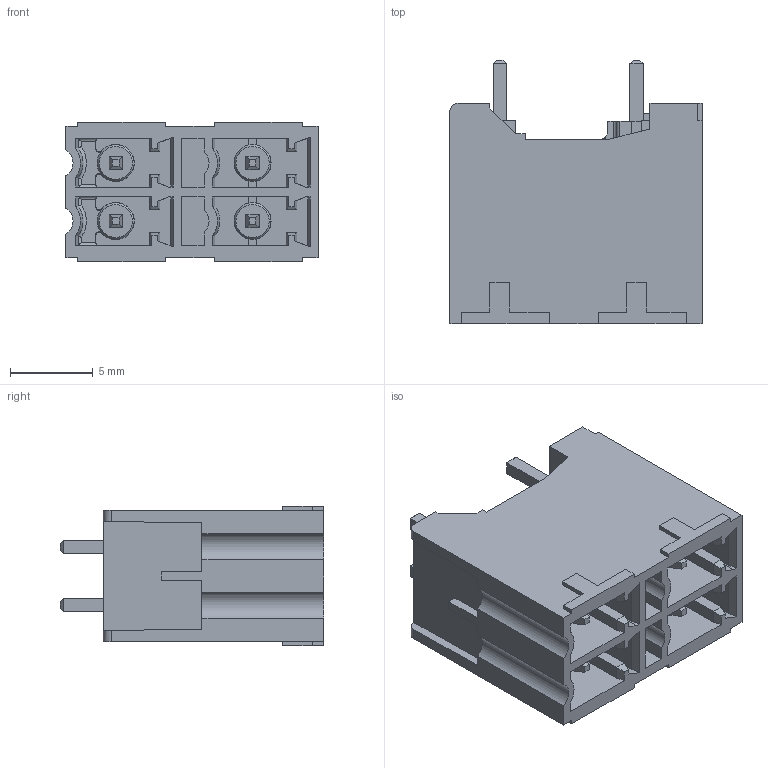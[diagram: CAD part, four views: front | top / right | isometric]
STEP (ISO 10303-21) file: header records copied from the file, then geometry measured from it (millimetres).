
FILE_DESCRIPTION((''),'2;1');
FILE_NAME('1','2024-09-10T13:59:03',('sheji109'),(''),'CREO PARAMETRIC BY PTC INC, 2018100','CREO PARAMETRIC BY PTC INC, 2018100','');
FILE_SCHEMA(('CONFIG_CONTROL_DESIGN'));
Length unit declared in the file: millimetre
Products named in the file (1): 1
Bounding box: 15.2 x 15.9 x 8.4 mm (x, y, z)
Volume: 981.7 mm3; surface area: 1710.9 mm2
Topology: 1 solids, 1 shells, 440 faces, 1206 edges, 782 vertices
Faces by surface type: plane 358, cylinder 46, cone 30, bspline 4, torus 2
Entity records: 14064 total; most frequent: CARTESIAN_POINT 2966, ORIENTED_EDGE 2412, DIRECTION 2104, EDGE_CURVE 1206, VECTOR 1012, LINE 1012, VERTEX_POINT 782, AXIS2_PLACEMENT_3D 546
